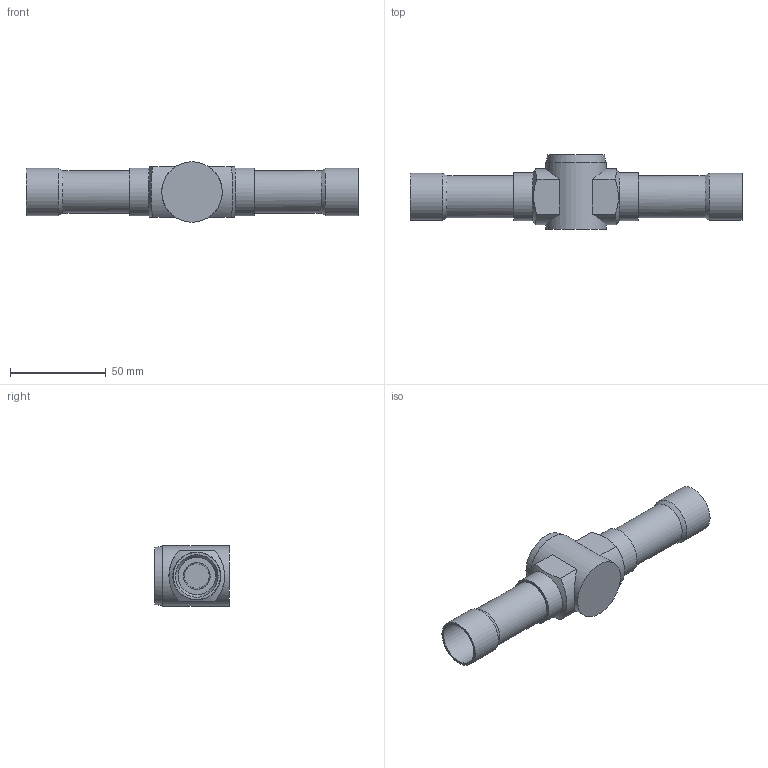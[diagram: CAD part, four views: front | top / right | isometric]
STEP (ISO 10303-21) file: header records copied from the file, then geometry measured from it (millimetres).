
FILE_DESCRIPTION(/* description */ (''),/* implementation_level */ '2;1');
FILE_NAME(/* name */ '014L0186R.stp',/* time_stamp */ '2022-08-31T11:20:43+03:00',/* author */ ('U403152'),/* organization */ (''),/* preprocessor_version */ 'ST-DEVELOPER v18.1',/* originating_system */ 'Autodesk Inventor 2020',/* authorisation */ '');
FILE_SCHEMA (('AUTOMOTIVE_DESIGN { 1 0 10303 214 3 1 1 }'));
Length unit declared in the file: millimetre
Products named in the file (1): Part1
Bounding box: 173 x 39 x 31.5 mm (x, y, z)
Volume: 43900.6 mm3; surface area: 28134.5 mm2
Topology: 1 solids, 20 shells, 377 faces, 1025 edges, 691 vertices
Faces by surface type: plane 201, bspline 143, cylinder 21, cone 12
Full cylindrical faces by diameter (mm): 4 x1, 19 x2, 19.6 x2, 21 x1, 22 x2, 22.2 x2, 24.6 x2, 25 x4, 31.5 x1
Entity records: 22438 total; most frequent: CARTESIAN_POINT 13267, ORIENTED_EDGE 2050, DIRECTION 1300, EDGE_CURVE 1025, VERTEX_POINT 691, LINE 616, VECTOR 616, EDGE_LOOP 442
